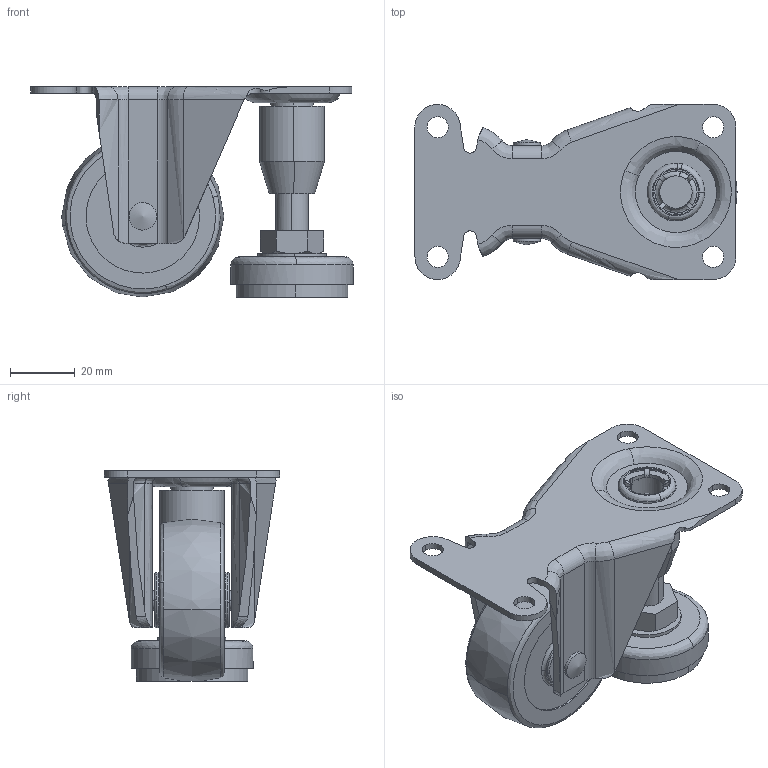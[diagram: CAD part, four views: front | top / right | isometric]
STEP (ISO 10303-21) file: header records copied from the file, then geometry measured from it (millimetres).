
FILE_DESCRIPTION((''),'2;1');
FILE_NAME('','2005-12-16T14:11:43',(''),(''),'','CADfix','');
FILE_SCHEMA(('AUTOMOTIVE_DESIGN'));
Length unit declared in the file: millimetre
Products named in the file (5): wheel; foot; body; axle; No_603A_F_14071_36
Assembly tree (4 placements, depth 2):
  No_603A_F_14071_36
    wheel
    foot
    body
    axle
Bounding box: 99.35 x 54 x 65 mm (x, y, z)
Volume: 75291 mm3; surface area: 31855.9 mm2
Topology: 7 solids, 8 shells, 243 faces, 722 edges, 514 vertices
Faces by surface type: bspline 243
Entity records: 9620 total; most frequent: CARTESIAN_POINT 5629, ORIENTED_EDGE 1444, EDGE_CURVE 722, VERTEX_POINT 514, EDGE_LOOP 278, QUASI_UNIFORM_CURVE 240, FACE_OUTER_BOUND 239, ADVANCED_FACE 239
